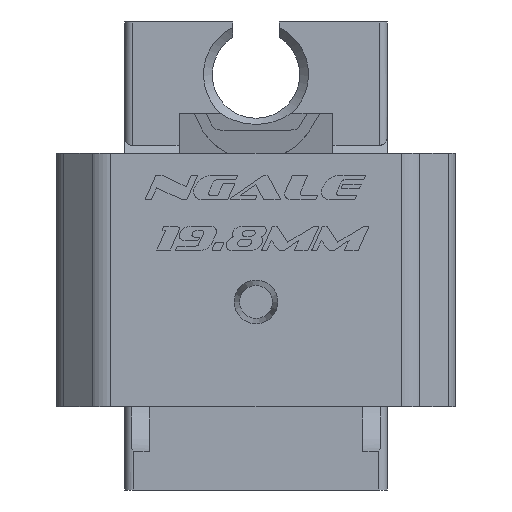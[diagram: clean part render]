
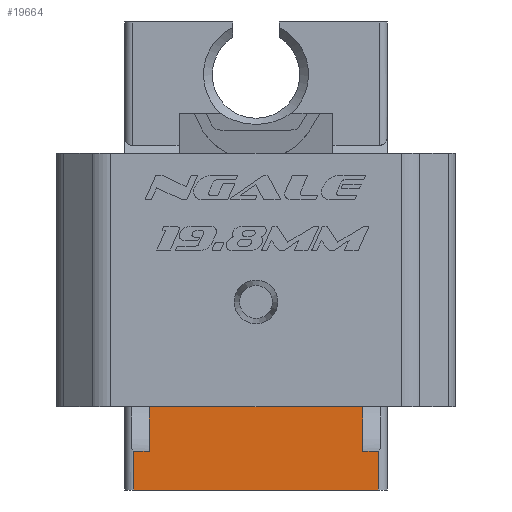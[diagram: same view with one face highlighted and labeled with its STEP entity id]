
A CAD part, left-side view. The second image highlights one B-rep face of the part: STEP entity #19664.
In plain terms, the highlighted planar face has unit normal (-1, 0, 0).
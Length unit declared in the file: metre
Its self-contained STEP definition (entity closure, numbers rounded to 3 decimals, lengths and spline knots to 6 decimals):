
#2968=ORIENTED_EDGE('',*,*,#8265,.T.);
#2969=ORIENTED_EDGE('',*,*,#7853,.F.);
#2970=ORIENTED_EDGE('',*,*,#8270,.F.);
#2971=ORIENTED_EDGE('',*,*,#7868,.F.);
#2972=ORIENTED_EDGE('',*,*,#8269,.T.);
#2973=ORIENTED_EDGE('',*,*,#8271,.T.);
#2974=ORIENTED_EDGE('',*,*,#7880,.T.);
#2975=ORIENTED_EDGE('',*,*,#7878,.T.);
#7853=EDGE_CURVE('',#10785,#10786,#12694,.T.);
#7868=EDGE_CURVE('',#10798,#10799,#12702,.T.);
#7878=EDGE_CURVE('',#10802,#10804,#12704,.T.);
#7880=EDGE_CURVE('',#10805,#10802,#12706,.T.);
#8265=EDGE_CURVE('',#10804,#10786,#12940,.T.);
#8269=EDGE_CURVE('',#10798,#11008,#12943,.T.);
#8270=EDGE_CURVE('',#10799,#10785,#12944,.T.);
#8271=EDGE_CURVE('',#11008,#10805,#12945,.T.);
#10785=VERTEX_POINT('',#28224);
#10786=VERTEX_POINT('',#28226);
#10798=VERTEX_POINT('',#28275);
#10799=VERTEX_POINT('',#28276);
#10802=VERTEX_POINT('',#28320);
#10804=VERTEX_POINT('',#28330);
#10805=VERTEX_POINT('',#28335);
#11008=VERTEX_POINT('',#31963);
#12694=LINE('',#28225,#14840);
#12702=LINE('',#28274,#14848);
#12704=LINE('',#28331,#14850);
#12706=LINE('',#28334,#14852);
#12940=LINE('',#31956,#15086);
#12943=LINE('',#31964,#15089);
#12944=LINE('',#31966,#15090);
#12945=LINE('',#31967,#15091);
#14840=VECTOR('',#22348,1.);
#14848=VECTOR('',#22366,1.);
#14850=VECTOR('',#22368,1.);
#14852=VECTOR('',#22372,1.);
#15086=VECTOR('',#22872,1.);
#15089=VECTOR('',#22883,1.);
#15090=VECTOR('',#22886,1.);
#15091=VECTOR('',#22887,1.);
#16698=EDGE_LOOP('',(#2968,#2969,#2970,#2971,#2972,#2973,#2974,#2975));
#17853=FACE_BOUND('',#16698,.T.);
#18865=PLANE('',#20706);
#19664=ADVANCED_FACE('',(#17853),#18865,.F.);
#20706=AXIS2_PLACEMENT_3D('',#31965,#22884,#22885);
#22348=DIRECTION('',(0.,-1.,0.));
#22366=DIRECTION('',(0.,-1.,0.));
#22368=DIRECTION('',(0.,1.,0.));
#22372=DIRECTION('',(0.,0.,1.));
#22872=DIRECTION('',(0.,0.,1.));
#22883=DIRECTION('',(0.,0.,-1.));
#22884=DIRECTION('',(1.,0.,0.));
#22885=DIRECTION('',(0.,1.,0.));
#22886=DIRECTION('',(0.,0.,1.));
#22887=DIRECTION('',(0.,-1.,0.));
#28224=CARTESIAN_POINT('',(0.013,0.0122,-0.002));
#28225=CARTESIAN_POINT('',(0.013,0.0122,-0.002));
#28226=CARTESIAN_POINT('',(0.013,-0.0122,-0.002));
#28274=CARTESIAN_POINT('',(0.013,0.0142,-0.007074));
#28275=CARTESIAN_POINT('',(0.013,0.014,-0.007074));
#28276=CARTESIAN_POINT('',(0.013,0.0122,-0.007074));
#28320=CARTESIAN_POINT('',(0.013,-0.014,-0.007074));
#28330=CARTESIAN_POINT('',(0.013,-0.0122,-0.007074));
#28331=CARTESIAN_POINT('',(0.013,-0.0142,-0.007074));
#28334=CARTESIAN_POINT('',(0.013,-0.014,-0.0095));
#28335=CARTESIAN_POINT('',(0.013,-0.014,-0.0115));
#31956=CARTESIAN_POINT('',(0.013,-0.0122,0.));
#31963=CARTESIAN_POINT('',(0.013,0.014,-0.0115));
#31964=CARTESIAN_POINT('',(0.013,0.014,-0.0095));
#31965=CARTESIAN_POINT('',(0.013,0.,-0.0095));
#31966=CARTESIAN_POINT('',(0.013,0.0122,0.));
#31967=CARTESIAN_POINT('',(0.013,0.,-0.0115));
